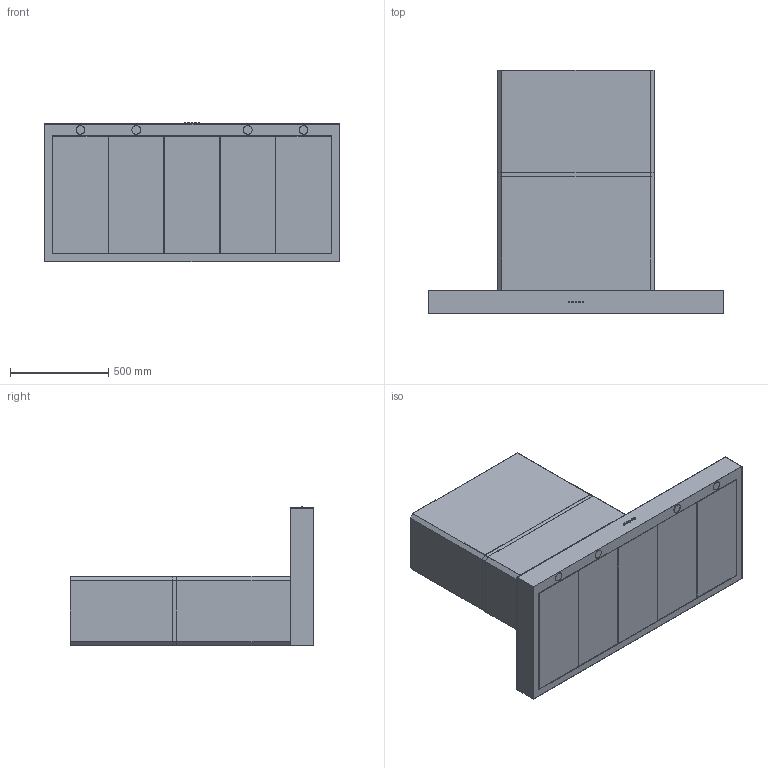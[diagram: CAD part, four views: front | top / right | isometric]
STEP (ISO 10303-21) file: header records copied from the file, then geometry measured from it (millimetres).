
FILE_DESCRIPTION((''),'2;1');
FILE_NAME('CL7275S','2021-02-12T',('seona'),(''),'CREO PARAMETRIC BY PTC INC, 2016260','CREO PARAMETRIC BY PTC INC, 2016260','');
FILE_SCHEMA(('CONFIG_CONTROL_DESIGN'));
Length unit declared in the file: millimetre
Products named in the file (1): CL7275S
Bounding box: 1500 x 1240 x 708 mm (x, y, z)
Volume: 5190154.2 mm3; surface area: 10264069.1 mm2
Topology: 10 solids, 10 shells, 120 faces, 286 edges, 188 vertices
Faces by surface type: plane 94, cylinder 26
Entity records: 3490 total; most frequent: CARTESIAN_POINT 594, DIRECTION 578, ORIENTED_EDGE 572, EDGE_CURVE 286, VECTOR 234, LINE 234, VERTEX_POINT 188, AXIS2_PLACEMENT_3D 172
